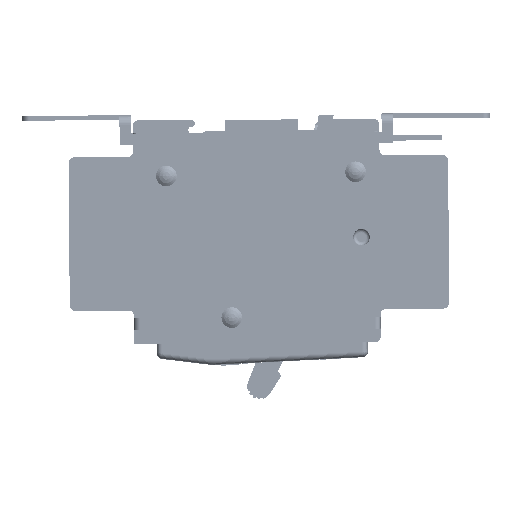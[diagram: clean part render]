
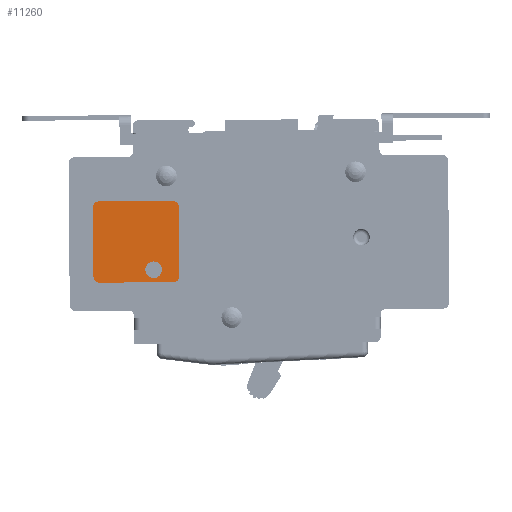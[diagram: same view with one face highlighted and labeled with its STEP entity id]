
A CAD part, front view. The second image highlights one B-rep face of the part: STEP entity #11260.
In plain terms, the highlighted planar face has unit normal (0, -1, 0).
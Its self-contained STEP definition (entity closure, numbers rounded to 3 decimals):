
#4052=CARTESIAN_POINT('',(-31.2,-0.8,33.4));
#4053=DIRECTION('',(0.,-1.,0.));
#4054=DIRECTION('',(1.,0.,0.));
#4055=AXIS2_PLACEMENT_3D('',#4052,#4053,#4054);
#4057=DIRECTION('',(0.,0.,1.));
#4058=VECTOR('',#4057,19.);
#4059=CARTESIAN_POINT('',(-29.7,-0.8,14.4));
#4060=LINE('',#4059,#4058);
#4061=CARTESIAN_POINT('',(-31.2,-0.8,14.4));
#4062=DIRECTION('',(0.,-1.,0.));
#4063=DIRECTION('',(0.,0.,-1.));
#4064=AXIS2_PLACEMENT_3D('',#4061,#4062,#4063);
#4066=DIRECTION('',(1.,0.,0.));
#4067=VECTOR('',#4066,20.2);
#4068=CARTESIAN_POINT('',(-51.4,-0.8,12.9));
#4069=LINE('',#4068,#4067);
#4070=CARTESIAN_POINT('',(-51.4,-0.8,14.4));
#4071=DIRECTION('',(0.,-1.,0.));
#4072=DIRECTION('',(-1.,0.,0.));
#4073=AXIS2_PLACEMENT_3D('',#4070,#4071,#4072);
#4075=DIRECTION('',(0.,0.,-1.));
#4076=VECTOR('',#4075,19.);
#4077=CARTESIAN_POINT('',(-52.9,-0.8,33.4));
#4078=LINE('',#4077,#4076);
#4079=CARTESIAN_POINT('',(-51.4,-0.8,33.4));
#4080=DIRECTION('',(0.,-1.,0.));
#4081=DIRECTION('',(0.,0.,1.));
#4082=AXIS2_PLACEMENT_3D('',#4079,#4080,#4081);
#4084=DIRECTION('',(-1.,0.,0.));
#4085=VECTOR('',#4084,20.2);
#4086=CARTESIAN_POINT('',(-31.2,-0.8,34.9));
#4087=LINE('',#4086,#4085);
#4088=CARTESIAN_POINT('',(-36.6,-0.8,16.3));
#4089=DIRECTION('',(0.,-1.,0.));
#4090=DIRECTION('',(-1.,0.,0.));
#4091=AXIS2_PLACEMENT_3D('',#4088,#4089,#4090);
#4093=CARTESIAN_POINT('',(-36.6,-0.8,16.3));
#4094=DIRECTION('',(0.,-1.,0.));
#4095=DIRECTION('',(1.,0.,0.));
#4096=AXIS2_PLACEMENT_3D('',#4093,#4094,#4095);
#5128=CARTESIAN_POINT('',(-29.7,-0.8,33.4));
#5130=VERTEX_POINT('',#5128);
#5132=CARTESIAN_POINT('',(-31.2,-0.8,34.9));
#5133=VERTEX_POINT('',#5132);
#5136=CARTESIAN_POINT('',(-51.4,-0.8,34.9));
#5138=VERTEX_POINT('',#5136);
#5140=CARTESIAN_POINT('',(-52.9,-0.8,33.4));
#5141=VERTEX_POINT('',#5140);
#5144=CARTESIAN_POINT('',(-29.7,-0.8,14.4));
#5145=VERTEX_POINT('',#5144);
#5146=CARTESIAN_POINT('',(-52.9,-0.8,14.4));
#5147=VERTEX_POINT('',#5146);
#5258=CARTESIAN_POINT('',(-38.85,-0.8,16.3));
#5259=CARTESIAN_POINT('',(-34.35,-0.8,16.3));
#5260=VERTEX_POINT('',#5258);
#5261=VERTEX_POINT('',#5259);
#5266=CARTESIAN_POINT('',(-31.2,-0.8,12.9));
#5268=VERTEX_POINT('',#5266);
#5270=CARTESIAN_POINT('',(-51.4,-0.8,12.9));
#5271=VERTEX_POINT('',#5270);
#11231=CARTESIAN_POINT('',(0.,-0.8,0.));
#11232=DIRECTION('',(0.,-1.,0.));
#11233=DIRECTION('',(-1.,0.,0.));
#11234=AXIS2_PLACEMENT_3D('',#11231,#11232,#11233);
#11235=PLANE('',#11234);
#11237=ORIENTED_EDGE('',*,*,#11236,.F.);
#11239=ORIENTED_EDGE('',*,*,#11238,.F.);
#11241=ORIENTED_EDGE('',*,*,#11240,.F.);
#11243=ORIENTED_EDGE('',*,*,#11242,.F.);
#11245=ORIENTED_EDGE('',*,*,#11244,.F.);
#11247=ORIENTED_EDGE('',*,*,#11246,.F.);
#11249=ORIENTED_EDGE('',*,*,#11248,.F.);
#11251=ORIENTED_EDGE('',*,*,#11250,.F.);
#11252=EDGE_LOOP('',(#11237,#11239,#11241,#11243,#11245,#11247,#11249,#11251));
#11253=FACE_OUTER_BOUND('',#11252,.F.);
#11255=ORIENTED_EDGE('',*,*,#11254,.T.);
#11257=ORIENTED_EDGE('',*,*,#11256,.T.);
#11258=EDGE_LOOP('',(#11255,#11257));
#11259=FACE_BOUND('',#11258,.F.);
#11260=ADVANCED_FACE('',(#11253,#11259),#11235,.T.);
#4056=CIRCLE('',#4055,1.5);
#4065=CIRCLE('',#4064,1.5);
#4074=CIRCLE('',#4073,1.5);
#4083=CIRCLE('',#4082,1.5);
#4092=CIRCLE('',#4091,2.25);
#4097=CIRCLE('',#4096,2.25);
#11236=EDGE_CURVE('',#5130,#5133,#4056,.T.);
#11238=EDGE_CURVE('',#5145,#5130,#4060,.T.);
#11240=EDGE_CURVE('',#5268,#5145,#4065,.T.);
#11242=EDGE_CURVE('',#5271,#5268,#4069,.T.);
#11244=EDGE_CURVE('',#5147,#5271,#4074,.T.);
#11246=EDGE_CURVE('',#5141,#5147,#4078,.T.);
#11248=EDGE_CURVE('',#5138,#5141,#4083,.T.);
#11250=EDGE_CURVE('',#5133,#5138,#4087,.T.);
#11254=EDGE_CURVE('',#5260,#5261,#4092,.T.);
#11256=EDGE_CURVE('',#5261,#5260,#4097,.T.);
